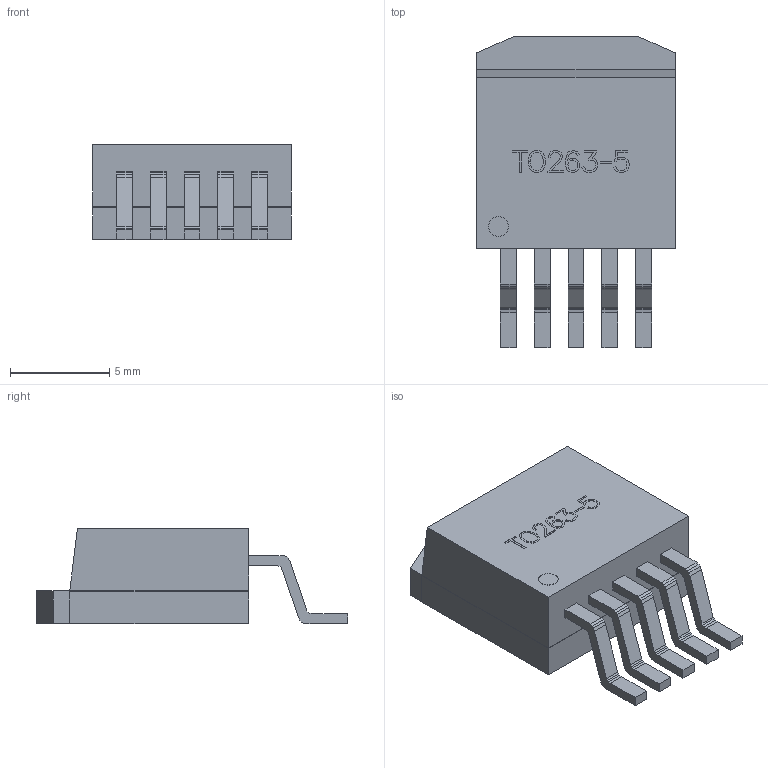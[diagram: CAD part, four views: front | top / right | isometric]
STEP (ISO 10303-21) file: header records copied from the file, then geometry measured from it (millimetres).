
FILE_DESCRIPTION(/* description */ (''),/* implementation_level */ '2;1');
FILE_NAME(/* name */ 'TO263-5.step',/* time_stamp */ '2021-05-29T18:07:31-05:00',/* author */ (''),/* organization */ (''),/* preprocessor_version */ 'ST-DEVELOPER v18.1',/* originating_system */ 'Autodesk Translation Framework v10.9.0.1377',/* authorisation */ '');
FILE_SCHEMA (('AUTOMOTIVE_DESIGN { 1 0 10303 214 3 1 1 }'));
Length unit declared in the file: millimetre
Products named in the file (51): TO263-5; Free-Models5; 450156497; Extruded17; 450155473; Extruded21; 450155217; Extruded19; 450155089; Extruded16; 450154961; Extruded11; 450154833; Extruded15; 449923505; Cylinder1; BODY3; Free-Models6; BODY4; Free-Models7; 453496017; Extruded18; Board5; BODY5; Free-Models8; 453494225; Extruded14; 453494353; Extruded20; Board9; Board8; 450155345; Extruded12; PIN1; Free-Models9; 453496145; PIN1_1; Free-Models9_1; 453496145_1; PIN1_2 ...
Assembly tree (58 placements, depth 8):
  TO263-5
    Free-Models5
      450156497
        Extruded17
      450155473
        Extruded21
      450155217
        Extruded19
      450155089
        Extruded16
      450154961
        Extruded11
      450154833
        Extruded15
      449923505
        Cylinder1
      BODY3
        Free-Models6
          BODY4
            Free-Models7
              453496017
                Extruded18
            Board5
          BODY5
            Free-Models8
              453494225
                Extruded14
              453494353
                Extruded20
            Board9
        Board8
      450155345
        Extruded12
      PIN1
        Free-Models9
          453496145
            Extruded13
        Board7
      PIN1_1
        Free-Models9_1
          453496145_1
            Extruded13
        Board7
      PIN1_2
        Free-Models9_2
          453496145_2
            Extruded13
        Board7
      PIN1_3
        Free-Models9_3
          453496145_3
            Extruded13
        Board7
      PIN1_4
        Free-Models9_4
          453496145_4
            Extruded13
        Board7
    Board6
Bounding box: 10 x 15.67 x 4.8 mm (x, y, z)
Volume: 465.3 mm3; surface area: 739.3 mm2
Topology: 25 solids, 27 shells, 407 faces, 1069 edges, 714 vertices
Faces by surface type: plane 406, cylinder 1
Full cylindrical faces by diameter (mm): 1 x1
Entity records: 10143 total; most frequent: CARTESIAN_POINT 1683, DIRECTION 1571, ORIENTED_EDGE 1530, EDGE_CURVE 769, LINE 767, VECTOR 767, VERTEX_POINT 514, AXIS2_PLACEMENT_3D 402
